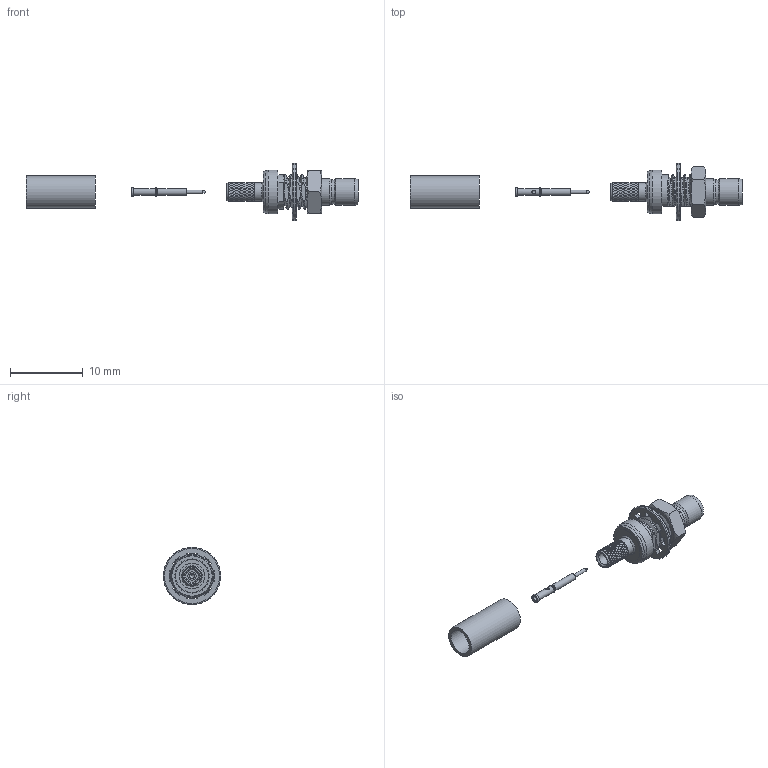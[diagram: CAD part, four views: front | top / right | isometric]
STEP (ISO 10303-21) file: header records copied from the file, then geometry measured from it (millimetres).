
FILE_DESCRIPTION(/* description */ ('Unknown'),/* implementation_level */ '2;1');
FILE_NAME(/* name */ '61626421210620',/* time_stamp */ '2020-01-08T10:07:07+01:00',/* author */ ('Unknown'),/* organization */ ('Unknown'),/* preprocessor_version */ 'ST-DEVELOPER v16.7',/* originating_system */ 'DEX',/* authorisation */ $);
FILE_SCHEMA (('AUTOMOTIVE_DESIGN {1 0 10303 214 3 1 1}'));
Products named in the file (1): 61626421210620
Bounding box: 45.6 x 7.9 x 7.9 mm (x, y, z)
Volume: 565.1 mm3; surface area: 1803.2 mm2
Topology: 8 solids, 8 shells, 2590 faces, 5612 edges, 3052 vertices
Faces by surface type: bspline 1608, cylinder 594, plane 342, cone 38, torus 8
Full cylindrical faces by diameter (mm): 0.5 x4, 0.6 x2, 0.94 x6, 1.1 x2, 1.15 x2, 1.7 x2, 2.1 x2, 2.2 x2, 2.5 x2, 2.8 x2, 3.32 x2, 3.5 x2, 3.68 x4, 4.5 x2, 4.76 x2, 4.969 x2, 6 x2, 7.9 x2
Entity records: 120020 total; most frequent: CARTESIAN_POINT 65327, ORIENTED_EDGE 10996, EDGE_CURVE 5498, DIRECTION 3606, VERTEX_POINT 3026, FACE_BOUND 2720, EDGE_LOOP 2718, ADVANCED_FACE 2590
